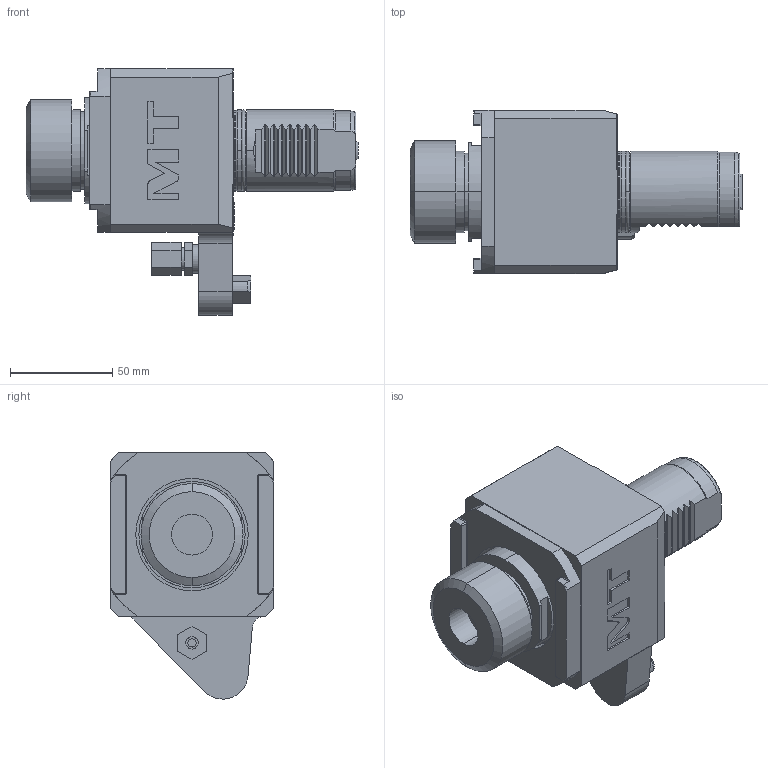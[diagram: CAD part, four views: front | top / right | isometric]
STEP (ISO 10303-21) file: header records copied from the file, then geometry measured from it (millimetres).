
FILE_DESCRIPTION((''),'2;1');
FILE_NAME('MZK1000132_CONF','2025-01-08T17:56:21',('fpalella'),('M.T. srl'),'CREO PARAMETRIC BY PTC INC, 2023352','CREO PARAMETRIC BY PTC INC, 2023352','');
FILE_SCHEMA(('CONFIG_CONTROL_DESIGN'));
Length unit declared in the file: millimetre
Products named in the file (1): MZK1000132_CONF
Bounding box: 162.46 x 80 x 120.5 mm (x, y, z)
Volume: 581349.8 mm3; surface area: 63374.6 mm2
Topology: 1 solids, 1 shells, 247 faces, 635 edges, 414 vertices
Faces by surface type: plane 152, cylinder 66, cone 14, torus 11, extrusion 4
Entity records: 7779 total; most frequent: CARTESIAN_POINT 1734, ORIENTED_EDGE 1270, DIRECTION 1205, EDGE_CURVE 635, VERTEX_POINT 414, AXIS2_PLACEMENT_3D 405, VECTOR 395, LINE 391
